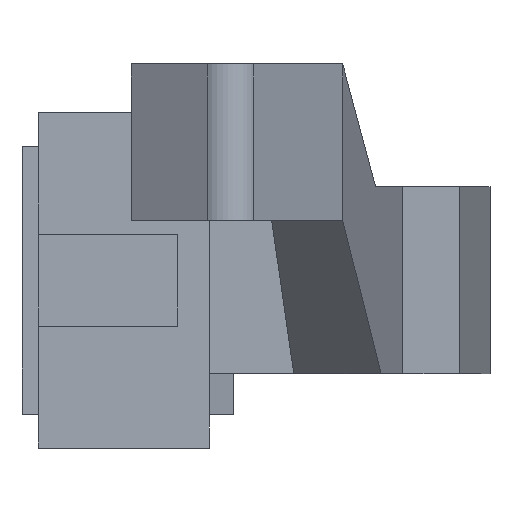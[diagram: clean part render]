
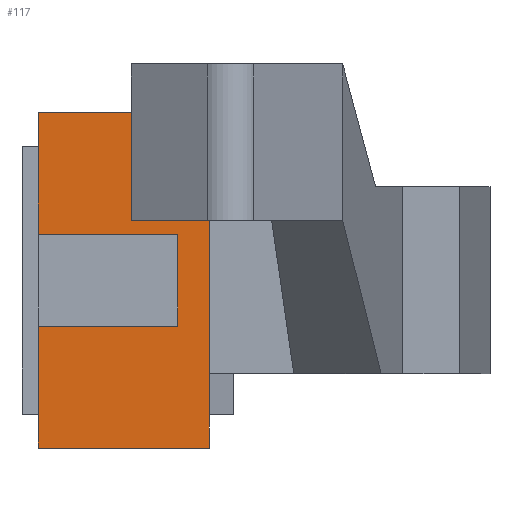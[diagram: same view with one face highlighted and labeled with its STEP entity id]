
A CAD part, front view. The second image highlights one B-rep face of the part: STEP entity #117.
In plain terms, the highlighted planar face has unit normal (0, -1, 0).
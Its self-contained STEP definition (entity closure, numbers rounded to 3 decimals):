
#117=ADVANCED_FACE('',(#232),#174,.T.);
#174=PLANE('',#1329);
#232=FACE_OUTER_BOUND('',#295,.T.);
#295=EDGE_LOOP('',(#594,#595,#596,#597,#598,#599,#600,#601));
#594=ORIENTED_EDGE('',*,*,#921,.T.);
#595=ORIENTED_EDGE('',*,*,#923,.T.);
#596=ORIENTED_EDGE('',*,*,#924,.F.);
#597=ORIENTED_EDGE('',*,*,#925,.T.);
#598=ORIENTED_EDGE('',*,*,#926,.F.);
#599=ORIENTED_EDGE('',*,*,#914,.T.);
#600=ORIENTED_EDGE('',*,*,#927,.F.);
#601=ORIENTED_EDGE('',*,*,#918,.T.);
#750=VERTEX_POINT('',#1947);
#751=VERTEX_POINT('',#1949);
#754=VERTEX_POINT('',#1956);
#755=VERTEX_POINT('',#1958);
#757=VERTEX_POINT('',#1963);
#758=VERTEX_POINT('',#1968);
#759=VERTEX_POINT('',#1970);
#760=VERTEX_POINT('',#1972);
#914=EDGE_CURVE('',#751,#750,#1079,.T.);
#918=EDGE_CURVE('',#755,#754,#1083,.T.);
#921=EDGE_CURVE('',#754,#757,#1086,.T.);
#923=EDGE_CURVE('',#757,#758,#1088,.T.);
#924=EDGE_CURVE('',#759,#758,#1089,.T.);
#925=EDGE_CURVE('',#759,#760,#1090,.T.);
#926=EDGE_CURVE('',#751,#760,#1091,.T.);
#927=EDGE_CURVE('',#755,#750,#1092,.T.);
#1079=LINE('',#1948,#1244);
#1083=LINE('',#1957,#1248);
#1086=LINE('',#1964,#1251);
#1088=LINE('',#1967,#1253);
#1089=LINE('',#1969,#1254);
#1090=LINE('',#1971,#1255);
#1091=LINE('',#1973,#1256);
#1092=LINE('',#1974,#1257);
#1244=VECTOR('',#1601,1.);
#1248=VECTOR('',#1607,1.);
#1251=VECTOR('',#1612,1.);
#1253=VECTOR('',#1616,1.);
#1254=VECTOR('',#1617,1.);
#1255=VECTOR('',#1618,1.);
#1256=VECTOR('',#1619,1.);
#1257=VECTOR('',#1620,1.);
#1329=AXIS2_PLACEMENT_3D('',#1975,#1621,#1622);
#1601=DIRECTION('',(-1.,0.,0.));
#1607=DIRECTION('',(1.,0.,0.));
#1612=DIRECTION('',(0.,0.,-1.));
#1616=DIRECTION('',(-1.,0.,0.));
#1617=DIRECTION('',(0.,0.,1.));
#1618=DIRECTION('',(1.,0.,0.));
#1619=DIRECTION('',(0.,0.,-1.));
#1620=DIRECTION('',(0.,0.,1.));
#1621=DIRECTION('',(0.,-1.,0.));
#1622=DIRECTION('',(1.,0.,0.));
#1947=CARTESIAN_POINT('',(0.,0.,5.2));
#1948=CARTESIAN_POINT('',(5.3,0.,5.2));
#1949=CARTESIAN_POINT('',(5.3,0.,5.2));
#1956=CARTESIAN_POINT('',(4.33,0.,1.425));
#1957=CARTESIAN_POINT('',(0.,0.,1.425));
#1958=CARTESIAN_POINT('',(0.,0.,1.425));
#1963=CARTESIAN_POINT('',(4.33,0.,-1.425));
#1964=CARTESIAN_POINT('',(4.33,0.,1.425));
#1967=CARTESIAN_POINT('',(4.33,0.,-1.425));
#1968=CARTESIAN_POINT('',(0.,0.,-1.425));
#1969=CARTESIAN_POINT('',(0.,0.,-5.2));
#1970=CARTESIAN_POINT('',(0.,0.,-5.2));
#1971=CARTESIAN_POINT('',(0.,0.,-5.2));
#1972=CARTESIAN_POINT('',(5.3,0.,-5.2));
#1973=CARTESIAN_POINT('',(5.3,0.,5.2));
#1974=CARTESIAN_POINT('',(0.,0.,1.425));
#1975=CARTESIAN_POINT('',(0.,0.,-5.43));
